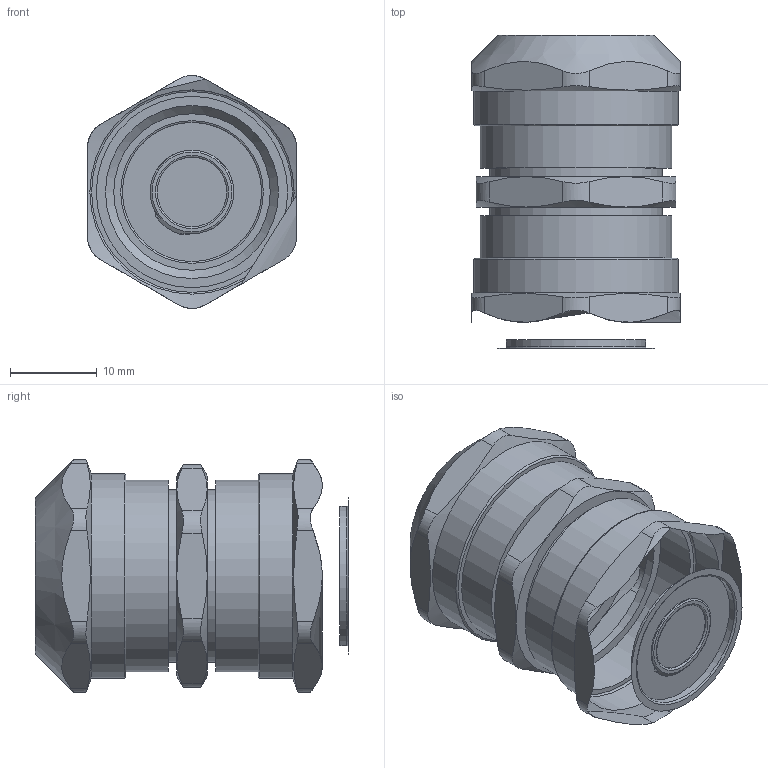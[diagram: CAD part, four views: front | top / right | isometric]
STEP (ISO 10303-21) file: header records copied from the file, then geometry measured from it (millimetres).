
FILE_DESCRIPTION(/* description */ (''),/* implementation_level */ '2;1');
FILE_NAME(/* name */ '',/* time_stamp */ '2025-06-26T15:54:07+07:00',/* author */ ('zeta-72'),/* organization */ (''),/* preprocessor_version */ 'ST-DEVELOPER v19.2',/* originating_system */ 'Autodesk Inventor 2024',/* authorisation */ '');
FILE_SCHEMA (('AUTOMOTIVE_DESIGN { 1 0 10303 214 3 1 1 }'));
Length unit declared in the file: millimetre
Products named in the file (1): ЗЭТА.045.502.000 СБ_Упростить_
1
Bounding box: 24 x 36 x 26.78 mm (x, y, z)
Volume: 14352.7 mm3; surface area: 3985.2 mm2
Topology: 1 solids, 1 shells, 90 faces, 214 edges, 138 vertices
Faces by surface type: plane 32, cylinder 30, cone 18, torus 6, bspline 4
Full cylindrical faces by diameter (mm): 8 x2, 16 x2, 19.9 x2, 22 x2, 23.5 x2
Entity records: 3070 total; most frequent: CARTESIAN_POINT 1047, ORIENTED_EDGE 428, DIRECTION 350, EDGE_CURVE 214, AXIS2_PLACEMENT_3D 149, VERTEX_POINT 138, EDGE_LOOP 102, FACE_OUTER_BOUND 90
